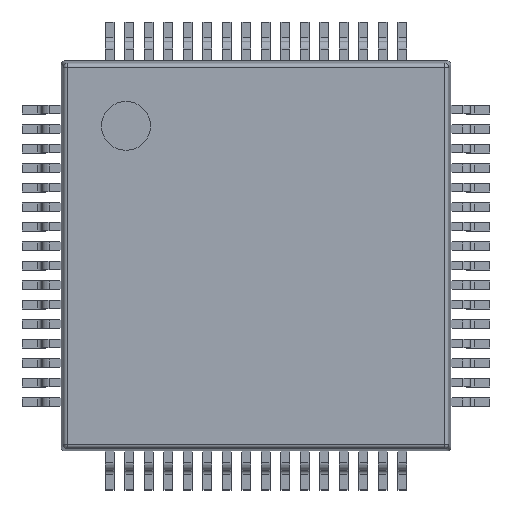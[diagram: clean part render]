
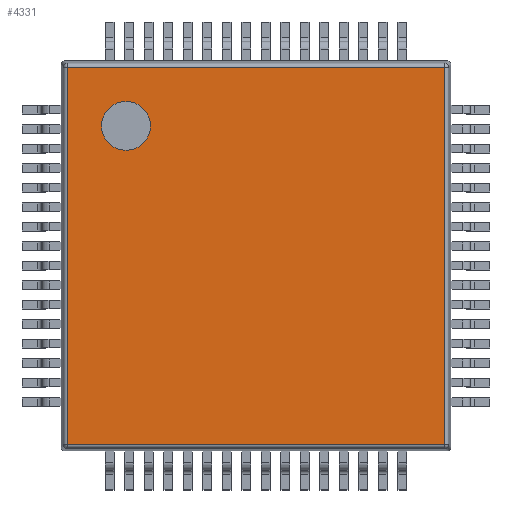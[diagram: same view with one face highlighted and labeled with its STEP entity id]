
A CAD part, top view. The second image highlights one B-rep face of the part: STEP entity #4331.
In plain terms, the highlighted planar face has unit normal (0, 0, 1).
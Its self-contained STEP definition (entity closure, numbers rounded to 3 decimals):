
#3235 = CYLINDRICAL_SURFACE('',#3236,0.1);
#3236 = AXIS2_PLACEMENT_3D('',#3237,#3238,#3239);
#3237 = CARTESIAN_POINT('',(0.161,0.071,1.5));
#3238 = DIRECTION('',(0.,1.,-0.));
#3239 = DIRECTION('',(-0.995,0.,0.105));
#3884 = VERTEX_POINT('',#3885);
#3885 = CARTESIAN_POINT('',(0.161,0.161,1.6));
#3905 = EDGE_CURVE('',#3884,#3906,#3908,.T.);
#3906 = VERTEX_POINT('',#3907);
#3907 = CARTESIAN_POINT('',(0.161,9.839,1.6));
#3908 = SURFACE_CURVE('',#3909,(#3913,#3920),.PCURVE_S1.);
#3909 = LINE('',#3910,#3911);
#3910 = CARTESIAN_POINT('',(0.161,0.071,1.6));
#3911 = VECTOR('',#3912,1.);
#3912 = DIRECTION('',(0.,1.,-0.));
#3913 = PCURVE('',#3235,#3914);
#3914 = DEFINITIONAL_REPRESENTATION('',(#3915),#3919);
#3915 = LINE('',#3916,#3917);
#3916 = CARTESIAN_POINT('',(1.466,0.));
#3917 = VECTOR('',#3918,1.);
#3918 = DIRECTION('',(0.,1.));
#3919 = ( GEOMETRIC_REPRESENTATION_CONTEXT(2) 
PARAMETRIC_REPRESENTATION_CONTEXT() REPRESENTATION_CONTEXT('2D SPACE',''
  ) );
#3920 = PCURVE('',#3921,#3926);
#3921 = PLANE('',#3922);
#3922 = AXIS2_PLACEMENT_3D('',#3923,#3924,#3925);
#3923 = CARTESIAN_POINT('',(0.,0.,1.6));
#3924 = DIRECTION('',(0.,0.,1.));
#3925 = DIRECTION('',(1.,0.,-0.));
#3926 = DEFINITIONAL_REPRESENTATION('',(#3927),#3931);
#3927 = LINE('',#3928,#3929);
#3928 = CARTESIAN_POINT('',(0.161,0.071));
#3929 = VECTOR('',#3930,1.);
#3930 = DIRECTION('',(0.,1.));
#3931 = ( GEOMETRIC_REPRESENTATION_CONTEXT(2) 
PARAMETRIC_REPRESENTATION_CONTEXT() REPRESENTATION_CONTEXT('2D SPACE',''
  ) );
#4101 = CYLINDRICAL_SURFACE('',#4102,0.1);
#4102 = AXIS2_PLACEMENT_3D('',#4103,#4104,#4105);
#4103 = CARTESIAN_POINT('',(0.071,9.839,1.5));
#4104 = DIRECTION('',(1.,0.,0.));
#4105 = DIRECTION('',(-0.,0.995,0.105));
#4274 = CYLINDRICAL_SURFACE('',#4275,0.1);
#4275 = AXIS2_PLACEMENT_3D('',#4276,#4277,#4278);
#4276 = CARTESIAN_POINT('',(0.071,0.161,1.5));
#4277 = DIRECTION('',(1.,-0.,0.));
#4278 = DIRECTION('',(-0.,-0.995,0.105));
#4331 = ADVANCED_FACE('',(#4332,#4407),#3921,.T.);
#4332 = FACE_BOUND('',#4333,.T.);
#4333 = EDGE_LOOP('',(#4334,#4335,#4358,#4386));
#4334 = ORIENTED_EDGE('',*,*,#3905,.F.);
#4335 = ORIENTED_EDGE('',*,*,#4336,.T.);
#4336 = EDGE_CURVE('',#3884,#4337,#4339,.T.);
#4337 = VERTEX_POINT('',#4338);
#4338 = CARTESIAN_POINT('',(9.839,0.161,1.6));
#4339 = SURFACE_CURVE('',#4340,(#4344,#4351),.PCURVE_S1.);
#4340 = LINE('',#4341,#4342);
#4341 = CARTESIAN_POINT('',(0.071,0.161,1.6));
#4342 = VECTOR('',#4343,1.);
#4343 = DIRECTION('',(1.,-0.,0.));
#4344 = PCURVE('',#3921,#4345);
#4345 = DEFINITIONAL_REPRESENTATION('',(#4346),#4350);
#4346 = LINE('',#4347,#4348);
#4347 = CARTESIAN_POINT('',(0.071,0.161));
#4348 = VECTOR('',#4349,1.);
#4349 = DIRECTION('',(1.,0.));
#4350 = ( GEOMETRIC_REPRESENTATION_CONTEXT(2) 
PARAMETRIC_REPRESENTATION_CONTEXT() REPRESENTATION_CONTEXT('2D SPACE',''
  ) );
#4351 = PCURVE('',#4274,#4352);
#4352 = DEFINITIONAL_REPRESENTATION('',(#4353),#4357);
#4353 = LINE('',#4354,#4355);
#4354 = CARTESIAN_POINT('',(-1.466,0.));
#4355 = VECTOR('',#4356,1.);
#4356 = DIRECTION('',(-0.,1.));
#4357 = ( GEOMETRIC_REPRESENTATION_CONTEXT(2) 
PARAMETRIC_REPRESENTATION_CONTEXT() REPRESENTATION_CONTEXT('2D SPACE',''
  ) );
#4358 = ORIENTED_EDGE('',*,*,#4359,.T.);
#4359 = EDGE_CURVE('',#4337,#4360,#4362,.T.);
#4360 = VERTEX_POINT('',#4361);
#4361 = CARTESIAN_POINT('',(9.839,9.839,1.6));
#4362 = SURFACE_CURVE('',#4363,(#4367,#4374),.PCURVE_S1.);
#4363 = LINE('',#4364,#4365);
#4364 = CARTESIAN_POINT('',(9.839,0.071,1.6));
#4365 = VECTOR('',#4366,1.);
#4366 = DIRECTION('',(0.,1.,-0.));
#4367 = PCURVE('',#3921,#4368);
#4368 = DEFINITIONAL_REPRESENTATION('',(#4369),#4373);
#4369 = LINE('',#4370,#4371);
#4370 = CARTESIAN_POINT('',(9.839,0.071));
#4371 = VECTOR('',#4372,1.);
#4372 = DIRECTION('',(0.,1.));
#4373 = ( GEOMETRIC_REPRESENTATION_CONTEXT(2) 
PARAMETRIC_REPRESENTATION_CONTEXT() REPRESENTATION_CONTEXT('2D SPACE',''
  ) );
#4374 = PCURVE('',#4375,#4380);
#4375 = CYLINDRICAL_SURFACE('',#4376,0.1);
#4376 = AXIS2_PLACEMENT_3D('',#4377,#4378,#4379);
#4377 = CARTESIAN_POINT('',(9.839,0.071,1.5));
#4378 = DIRECTION('',(0.,1.,-0.));
#4379 = DIRECTION('',(0.,0.,1.));
#4380 = DEFINITIONAL_REPRESENTATION('',(#4381),#4385);
#4381 = LINE('',#4382,#4383);
#4382 = CARTESIAN_POINT('',(0.,0.));
#4383 = VECTOR('',#4384,1.);
#4384 = DIRECTION('',(0.,1.));
#4385 = ( GEOMETRIC_REPRESENTATION_CONTEXT(2) 
PARAMETRIC_REPRESENTATION_CONTEXT() REPRESENTATION_CONTEXT('2D SPACE',''
  ) );
#4386 = ORIENTED_EDGE('',*,*,#4387,.F.);
#4387 = EDGE_CURVE('',#3906,#4360,#4388,.T.);
#4388 = SURFACE_CURVE('',#4389,(#4393,#4400),.PCURVE_S1.);
#4389 = LINE('',#4390,#4391);
#4390 = CARTESIAN_POINT('',(0.071,9.839,1.6));
#4391 = VECTOR('',#4392,1.);
#4392 = DIRECTION('',(1.,0.,0.));
#4393 = PCURVE('',#3921,#4394);
#4394 = DEFINITIONAL_REPRESENTATION('',(#4395),#4399);
#4395 = LINE('',#4396,#4397);
#4396 = CARTESIAN_POINT('',(0.071,9.839));
#4397 = VECTOR('',#4398,1.);
#4398 = DIRECTION('',(1.,0.));
#4399 = ( GEOMETRIC_REPRESENTATION_CONTEXT(2) 
PARAMETRIC_REPRESENTATION_CONTEXT() REPRESENTATION_CONTEXT('2D SPACE',''
  ) );
#4400 = PCURVE('',#4101,#4401);
#4401 = DEFINITIONAL_REPRESENTATION('',(#4402),#4406);
#4402 = LINE('',#4403,#4404);
#4403 = CARTESIAN_POINT('',(1.466,0.));
#4404 = VECTOR('',#4405,1.);
#4405 = DIRECTION('',(0.,1.));
#4406 = ( GEOMETRIC_REPRESENTATION_CONTEXT(2) 
PARAMETRIC_REPRESENTATION_CONTEXT() REPRESENTATION_CONTEXT('2D SPACE',''
  ) );
#4407 = FACE_BOUND('',#4408,.T.);
#4408 = EDGE_LOOP('',(#4409));
#4409 = ORIENTED_EDGE('',*,*,#4410,.F.);
#4410 = EDGE_CURVE('',#4411,#4411,#4413,.T.);
#4411 = VERTEX_POINT('',#4412);
#4412 = CARTESIAN_POINT('',(2.292,8.333,1.6));
#4413 = SURFACE_CURVE('',#4414,(#4419,#4426),.PCURVE_S1.);
#4414 = CIRCLE('',#4415,0.625);
#4415 = AXIS2_PLACEMENT_3D('',#4416,#4417,#4418);
#4416 = CARTESIAN_POINT('',(1.667,8.333,1.6));
#4417 = DIRECTION('',(0.,0.,1.));
#4418 = DIRECTION('',(1.,0.,-0.));
#4419 = PCURVE('',#3921,#4420);
#4420 = DEFINITIONAL_REPRESENTATION('',(#4421),#4425);
#4421 = CIRCLE('',#4422,0.625);
#4422 = AXIS2_PLACEMENT_2D('',#4423,#4424);
#4423 = CARTESIAN_POINT('',(1.667,8.333));
#4424 = DIRECTION('',(1.,0.));
#4425 = ( GEOMETRIC_REPRESENTATION_CONTEXT(2) 
PARAMETRIC_REPRESENTATION_CONTEXT() REPRESENTATION_CONTEXT('2D SPACE',''
  ) );
#4426 = PCURVE('',#4427,#4432);
#4427 = CYLINDRICAL_SURFACE('',#4428,0.625);
#4428 = AXIS2_PLACEMENT_3D('',#4429,#4430,#4431);
#4429 = CARTESIAN_POINT('',(1.667,8.333,1.5));
#4430 = DIRECTION('',(0.,0.,1.));
#4431 = DIRECTION('',(1.,0.,-0.));
#4432 = DEFINITIONAL_REPRESENTATION('',(#4433),#4437);
#4433 = LINE('',#4434,#4435);
#4434 = CARTESIAN_POINT('',(0.,0.1));
#4435 = VECTOR('',#4436,1.);
#4436 = DIRECTION('',(1.,0.));
#4437 = ( GEOMETRIC_REPRESENTATION_CONTEXT(2) 
PARAMETRIC_REPRESENTATION_CONTEXT() REPRESENTATION_CONTEXT('2D SPACE',''
  ) );
